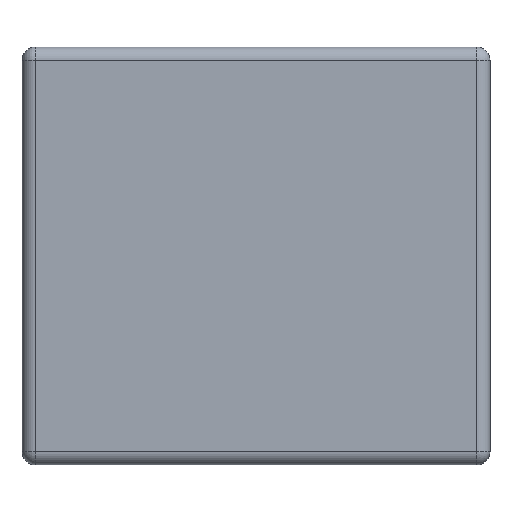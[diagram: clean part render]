
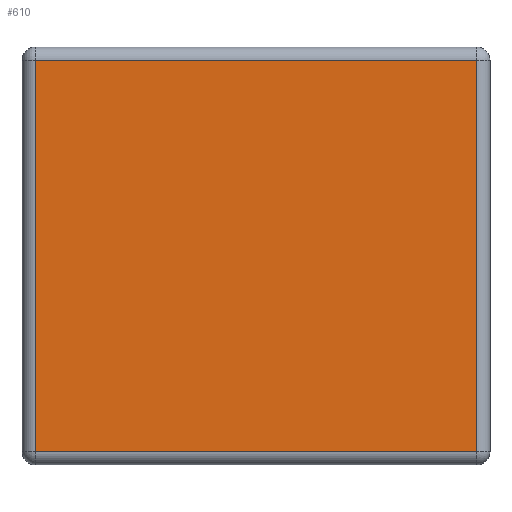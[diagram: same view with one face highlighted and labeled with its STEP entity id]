
A CAD part, left-side view. The second image highlights one B-rep face of the part: STEP entity #610.
In plain terms, the highlighted planar face has unit normal (-1, 0, 0).
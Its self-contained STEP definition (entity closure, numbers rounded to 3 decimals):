
#12 = CARTESIAN_POINT ( 'NONE',  ( -1.6, 2.72, -1.17 ) ) ;
#16 = CARTESIAN_POINT ( 'NONE',  ( -1.6, 0.08, -1.17 ) ) ;
#73 = VECTOR ( 'NONE', #1115, 1000. ) ;
#89 = LINE ( 'NONE', #1019, #73 ) ;
#96 = DIRECTION ( 'NONE',  ( 0., 0., -1. ) ) ;
#115 = VECTOR ( 'NONE', #854, 1000. ) ;
#146 = ORIENTED_EDGE ( 'NONE', *, *, #1147, .T. ) ;
#185 = ORIENTED_EDGE ( 'NONE', *, *, #1224, .T. ) ;
#241 = AXIS2_PLACEMENT_3D ( 'NONE', #496, #579, #96 ) ;
#322 = VERTEX_POINT ( 'NONE', #16 ) ;
#363 = VERTEX_POINT ( 'NONE', #12 ) ;
#418 = CARTESIAN_POINT ( 'NONE',  ( -1.6, 2.8, -1.17 ) ) ;
#435 = LINE ( 'NONE', #418, #543 ) ;
#496 = CARTESIAN_POINT ( 'NONE',  ( -1.6, 2.8, -1.25 ) ) ;
#543 = VECTOR ( 'NONE', #1001, 1000. ) ;
#579 = DIRECTION ( 'NONE',  ( 1., 0., 0. ) ) ;
#610 = ADVANCED_FACE ( 'NONE', ( #803 ), #1083, .F. ) ;
#623 = CARTESIAN_POINT ( 'NONE',  ( -1.6, 0.08, 1.17 ) ) ;
#626 = EDGE_CURVE ( 'NONE', #1184, #1028, #1097, .T. ) ;
#691 = EDGE_LOOP ( 'NONE', ( #185, #146, #1079, #947 ) ) ;
#698 = LINE ( 'NONE', #976, #115 ) ;
#727 = EDGE_CURVE ( 'NONE', #322, #1184, #698, .T. ) ;
#784 = VECTOR ( 'NONE', #1063, 1000. ) ;
#803 = FACE_OUTER_BOUND ( 'NONE', #691, .T. ) ;
#839 = CARTESIAN_POINT ( 'NONE',  ( -1.6, 2.8, 1.17 ) ) ;
#854 = DIRECTION ( 'NONE',  ( 0., 0., 1. ) ) ;
#947 = ORIENTED_EDGE ( 'NONE', *, *, #626, .T. ) ;
#976 = CARTESIAN_POINT ( 'NONE',  ( -1.6, 0.08, -1.25 ) ) ;
#1001 = DIRECTION ( 'NONE',  ( 0., -1., 0. ) ) ;
#1019 = CARTESIAN_POINT ( 'NONE',  ( -1.6, 2.72, -1.25 ) ) ;
#1028 = VERTEX_POINT ( 'NONE', #1239 ) ;
#1063 = DIRECTION ( 'NONE',  ( 0., 1., 0. ) ) ;
#1079 = ORIENTED_EDGE ( 'NONE', *, *, #727, .T. ) ;
#1083 = PLANE ( 'NONE',  #241 ) ;
#1097 = LINE ( 'NONE', #839, #784 ) ;
#1115 = DIRECTION ( 'NONE',  ( 0., 0., -1. ) ) ;
#1147 = EDGE_CURVE ( 'NONE', #363, #322, #435, .T. ) ;
#1184 = VERTEX_POINT ( 'NONE', #623 ) ;
#1224 = EDGE_CURVE ( 'NONE', #1028, #363, #89, .T. ) ;
#1239 = CARTESIAN_POINT ( 'NONE',  ( -1.6, 2.72, 1.17 ) ) ;
